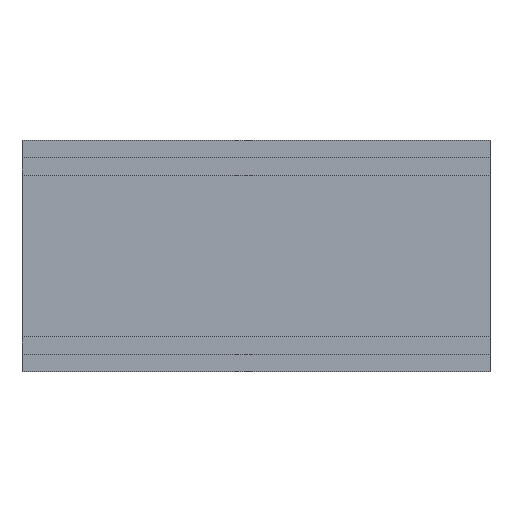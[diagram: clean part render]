
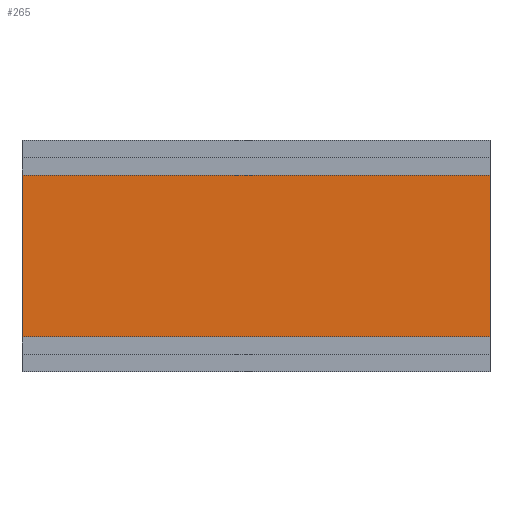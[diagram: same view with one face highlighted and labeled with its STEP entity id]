
A CAD part, left-side view. The second image highlights one B-rep face of the part: STEP entity #265.
In plain terms, the highlighted planar face has unit normal (-1, 0, 0).
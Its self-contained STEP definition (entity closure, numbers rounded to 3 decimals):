
#19=FACE_OUTER_BOUND('',#33,.T.);
#33=EDGE_LOOP('',(#199,#200,#201,#202));
#43=LINE('',#373,#79);
#53=LINE('',#393,#89);
#62=LINE('',#411,#98);
#63=LINE('',#412,#99);
#79=VECTOR('',#307,10.);
#89=VECTOR('',#323,10.);
#98=VECTOR('',#334,10.);
#99=VECTOR('',#335,10.);
#115=VERTEX_POINT('',#371);
#116=VERTEX_POINT('',#372);
#123=VERTEX_POINT('',#392);
#131=VERTEX_POINT('',#410);
#139=EDGE_CURVE('',#115,#116,#43,.T.);
#149=EDGE_CURVE('',#123,#115,#53,.T.);
#158=EDGE_CURVE('',#131,#116,#62,.T.);
#159=EDGE_CURVE('',#131,#123,#63,.T.);
#199=ORIENTED_EDGE('',*,*,#139,.T.);
#200=ORIENTED_EDGE('',*,*,#158,.F.);
#201=ORIENTED_EDGE('',*,*,#159,.T.);
#202=ORIENTED_EDGE('',*,*,#149,.T.);
#251=PLANE('',#293);
#265=ADVANCED_FACE('',(#19),#251,.T.);
#293=AXIS2_PLACEMENT_3D('',#409,#332,#333);
#307=DIRECTION('',(0.,-1.,0.));
#323=DIRECTION('',(0.,0.,-1.));
#332=DIRECTION('center_axis',(-1.,0.,0.));
#333=DIRECTION('ref_axis',(0.,1.,0.));
#334=DIRECTION('',(0.,0.,-1.));
#335=DIRECTION('',(0.,1.,0.));
#371=CARTESIAN_POINT('',(-37.,60.,-56.));
#372=CARTESIAN_POINT('',(-37.,-102.,-56.));
#373=CARTESIAN_POINT('',(-37.,-21.,-56.));
#392=CARTESIAN_POINT('',(-37.,60.,0.));
#393=CARTESIAN_POINT('',(-37.,60.,0.));
#409=CARTESIAN_POINT('Origin',(-37.,-102.,0.));
#410=CARTESIAN_POINT('',(-37.,-102.,0.));
#411=CARTESIAN_POINT('',(-37.,-102.,0.));
#412=CARTESIAN_POINT('',(-37.,-102.,0.));
